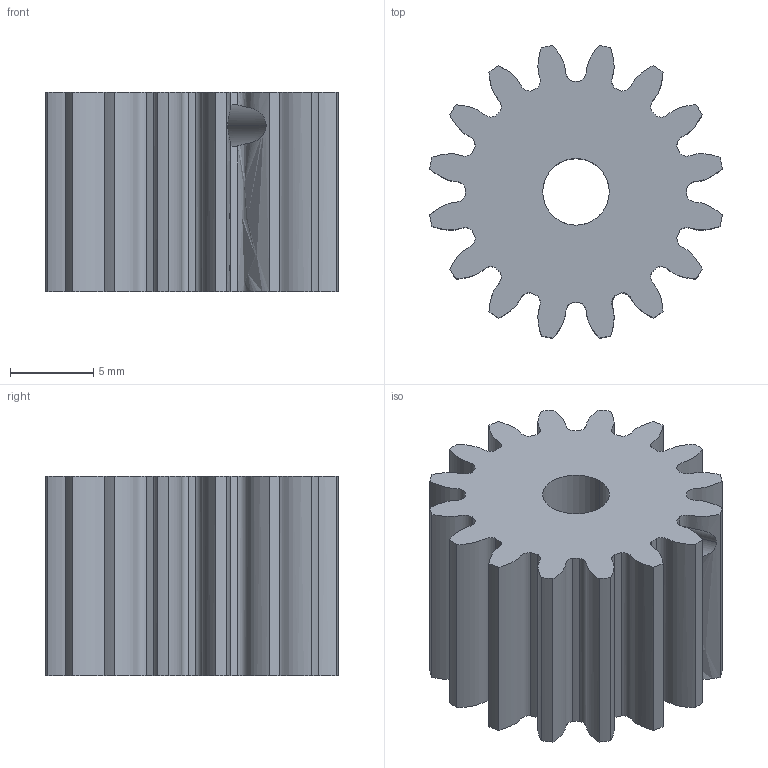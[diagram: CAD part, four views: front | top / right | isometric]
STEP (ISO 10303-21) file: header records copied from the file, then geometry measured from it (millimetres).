
FILE_DESCRIPTION (( 'STEP AP203' ), '1' );
FILE_NAME ('圆柱齿轮16×1-0.1-V1.1.STEP', '2013-12-26T07:08:09', ( '' ), ( '' ), 'SwSTEP 2.0', 'SolidWorks 2012', '' );
FILE_SCHEMA (( 'CONFIG_CONTROL_DESIGN' ));
Length unit declared in the file: millimetre
Products named in the file (1): 圆柱齿轮16×1-0.1-V1.1
Bounding box: 17.58 x 17.58 x 12 mm (x, y, z)
Volume: 2115.8 mm3; surface area: 1728.1 mm2
Topology: 1 solids, 1 shells, 71 faces, 210 edges, 140 vertices
Faces by surface type: cylinder 37, bspline 32, plane 2
Entity records: 5973 total; most frequent: CARTESIAN_POINT 4158, ORIENTED_EDGE 420, DIRECTION 286, EDGE_CURVE 210, VERTEX_POINT 140, AXIS2_PLACEMENT_3D 108, EDGE_LOOP 74, B_SPLINE_CURVE_WITH_KNOTS 72
